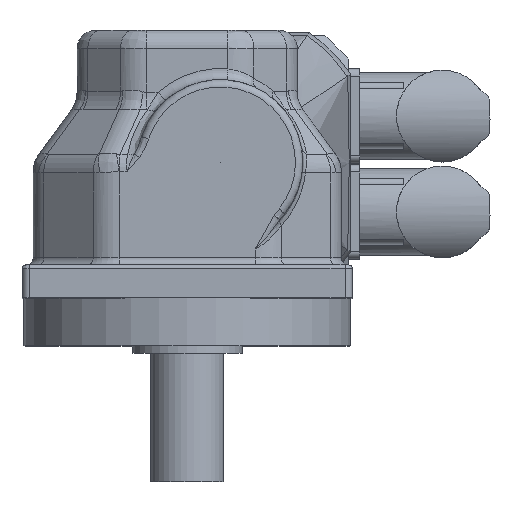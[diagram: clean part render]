
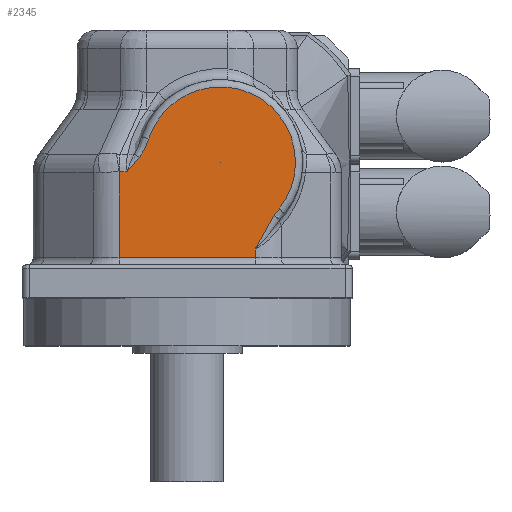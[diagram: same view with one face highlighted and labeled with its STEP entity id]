
A CAD part, top view. The second image highlights one B-rep face of the part: STEP entity #2345.
In plain terms, the highlighted face is planar.
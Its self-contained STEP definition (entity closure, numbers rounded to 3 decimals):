
#562=FACE_BOUND('',#4242,.T.);
#1516=CIRCLE('',#14399,20.5);
#1517=CIRCLE('',#14400,0.046);
#2345=ADVANCED_FACE('',(#3331,#562),#2781,.F.);
#2781=PLANE('',#14401);
#3331=FACE_OUTER_BOUND('',#4241,.T.);
#4241=EDGE_LOOP('',(#8009,#8010,#8011,#8012,#8013,#8014,#8015,#8016,#8017,
#8018));
#4242=EDGE_LOOP('',(#8019));
#4883=LINE('',#31532,#5380);
#4884=LINE('',#31539,#5381);
#4885=LINE('',#31541,#5382);
#4886=LINE('',#31543,#5383);
#5380=VECTOR('',#16875,1.);
#5381=VECTOR('',#16876,1.);
#5382=VECTOR('',#16877,1.);
#5383=VECTOR('',#16878,1.);
#8009=ORIENTED_EDGE('',*,*,#12105,.T.);
#8010=ORIENTED_EDGE('',*,*,#12106,.T.);
#8011=ORIENTED_EDGE('',*,*,#12107,.T.);
#8012=ORIENTED_EDGE('',*,*,#12108,.T.);
#8013=ORIENTED_EDGE('',*,*,#12109,.T.);
#8014=ORIENTED_EDGE('',*,*,#12110,.T.);
#8015=ORIENTED_EDGE('',*,*,#12111,.T.);
#8016=ORIENTED_EDGE('',*,*,#12112,.T.);
#8017=ORIENTED_EDGE('',*,*,#12113,.T.);
#8018=ORIENTED_EDGE('',*,*,#12114,.T.);
#8019=ORIENTED_EDGE('',*,*,#12115,.T.);
#10381=VERTEX_POINT('',#31502);
#10382=VERTEX_POINT('',#31503);
#10383=VERTEX_POINT('',#31531);
#10384=VERTEX_POINT('',#31533);
#10385=VERTEX_POINT('',#31538);
#10386=VERTEX_POINT('',#31540);
#10387=VERTEX_POINT('',#31542);
#10388=VERTEX_POINT('',#31544);
#10389=VERTEX_POINT('',#31584);
#10390=VERTEX_POINT('',#31589);
#10391=VERTEX_POINT('',#31592);
#12105=EDGE_CURVE('',#10381,#10382,#13362,.T.);
#12106=EDGE_CURVE('',#10382,#10383,#13363,.T.);
#12107=EDGE_CURVE('',#10383,#10384,#4883,.T.);
#12108=EDGE_CURVE('',#10384,#10385,#13364,.T.);
#12109=EDGE_CURVE('',#10385,#10386,#4884,.T.);
#12110=EDGE_CURVE('',#10386,#10387,#4885,.T.);
#12111=EDGE_CURVE('',#10387,#10388,#4886,.T.);
#12112=EDGE_CURVE('',#10388,#10389,#13365,.T.);
#12113=EDGE_CURVE('',#10389,#10390,#13366,.T.);
#12114=EDGE_CURVE('',#10390,#10381,#1516,.T.);
#12115=EDGE_CURVE('',#10391,#10391,#1517,.T.);
#13362=B_SPLINE_CURVE_WITH_KNOTS('',3,(#31492,#31493,#31494,#31495,#31496,
#31497,#31498,#31499,#31500,#31501),.UNSPECIFIED.,.F.,.F.,(4,1,1,2,2,4),
(0.,0.25,0.375,0.437,0.5,
1.),.UNSPECIFIED.);
#13363=B_SPLINE_CURVE_WITH_KNOTS('',3,(#31504,#31505,#31506,#31507,#31508,
#31509,#31510,#31511,#31512,#31513,#31514,#31515,#31516,#31517,#31518,#31519,
#31520,#31521,#31522,#31523,#31524,#31525,#31526,#31527,#31528,#31529,#31530),
.UNSPECIFIED.,.F.,.F.,(4,1,1,1,2,2,2,2,1,1,2,2,1,1,2,2,4),(0.,0.125,
0.188,0.219,0.234,0.25,
0.313,0.375,0.438,0.469,
0.484,0.5,0.625,0.688,0.719,
0.75,1.),.UNSPECIFIED.);
#13364=B_SPLINE_CURVE_WITH_KNOTS('',3,(#31534,#31535,#31536,#31537),.UNSPECIFIED.,
.F.,.F.,(4,4),(0.,1.),.UNSPECIFIED.);
#13365=B_SPLINE_CURVE_WITH_KNOTS('',3,(#31545,#31546,#31547,#31548,#31549,
#31550,#31551,#31552,#31553,#31554,#31555,#31556,#31557,#31558,#31559,#31560,
#31561,#31562,#31563,#31564,#31565,#31566,#31567,#31568,#31569,#31570,#31571,
#31572,#31573,#31574,#31575,#31576,#31577,#31578,#31579,#31580,#31581,#31582,
#31583),.UNSPECIFIED.,.F.,.F.,(4,1,1,1,2,2,1,1,1,2,2,2,2,1,1,1,2,2,1,2,2,
1,2,2,4),(0.,0.125,0.188,0.219,0.234,
0.25,0.313,0.344,0.359,
0.367,0.375,0.438,0.5,
0.563,0.594,0.609,0.617,
0.625,0.688,0.719,0.75,
0.813,0.844,0.875,1.),.UNSPECIFIED.);
#13366=B_SPLINE_CURVE_WITH_KNOTS('',3,(#31585,#31586,#31587,#31588),.UNSPECIFIED.,
.F.,.F.,(4,4),(0.,1.),.UNSPECIFIED.);
#14399=AXIS2_PLACEMENT_3D('',#31590,#16879,#16880);
#14400=AXIS2_PLACEMENT_3D('',#31591,#16881,#16882);
#14401=AXIS2_PLACEMENT_3D('',#31593,#16883,#16884);
#16875=DIRECTION('',(0.,1.,0.));
#16876=DIRECTION('',(1.,0.,0.));
#16877=DIRECTION('',(0.,-1.,0.));
#16878=DIRECTION('',(-1.,0.,0.));
#16879=DIRECTION('',(0.,0.,-1.));
#16880=DIRECTION('',(0.,-1.,0.));
#16881=DIRECTION('',(0.,0.,1.));
#16882=DIRECTION('',(1.,0.,0.));
#16883=DIRECTION('',(0.,0.,1.));
#16884=DIRECTION('',(0.,-1.,0.));
#31492=CARTESIAN_POINT('',(-6.311,10.504,-42.));
#31493=CARTESIAN_POINT('',(-5.838,10.657,-42.));
#31494=CARTESIAN_POINT('',(-5.155,10.903,-42.));
#31495=CARTESIAN_POINT('',(-4.404,11.219,-42.));
#31496=CARTESIAN_POINT('',(-4.092,11.36,-42.));
#31497=CARTESIAN_POINT('',(-3.887,11.456,-42.));
#31498=CARTESIAN_POINT('',(-3.803,11.496,-42.));
#31499=CARTESIAN_POINT('',(-2.736,12.017,-42.));
#31500=CARTESIAN_POINT('',(-1.934,12.518,-42.));
#31501=CARTESIAN_POINT('',(-1.279,13.057,-42.));
#31502=CARTESIAN_POINT('',(-6.311,10.504,-42.));
#31503=CARTESIAN_POINT('',(-1.279,13.057,-42.));
#31504=CARTESIAN_POINT('',(-1.279,13.057,-42.));
#31505=CARTESIAN_POINT('',(-1.141,13.171,-42.));
#31506=CARTESIAN_POINT('',(-0.916,13.36,-42.));
#31507=CARTESIAN_POINT('',(-0.625,13.614,-42.));
#31508=CARTESIAN_POINT('',(-0.471,13.749,-42.));
#31509=CARTESIAN_POINT('',(-0.404,13.809,-42.));
#31510=CARTESIAN_POINT('',(-0.359,13.849,-42.));
#31511=CARTESIAN_POINT('',(-0.327,13.877,-42.));
#31512=CARTESIAN_POINT('',(-0.256,13.941,-42.));
#31513=CARTESIAN_POINT('',(-0.187,14.002,-42.));
#31514=CARTESIAN_POINT('',(-0.029,14.144,-42.));
#31515=CARTESIAN_POINT('',(0.049,14.214,-42.));
#31516=CARTESIAN_POINT('',(0.274,14.417,-42.));
#31517=CARTESIAN_POINT('',(0.417,14.546,-42.));
#31518=CARTESIAN_POINT('',(0.541,14.657,-42.));
#31519=CARTESIAN_POINT('',(0.585,14.696,-42.));
#31520=CARTESIAN_POINT('',(0.612,14.72,-42.));
#31521=CARTESIAN_POINT('',(0.613,14.721,-42.));
#31522=CARTESIAN_POINT('',(0.82,14.907,-42.));
#31523=CARTESIAN_POINT('',(1.078,15.135,-42.));
#31524=CARTESIAN_POINT('',(1.349,15.368,-42.));
#31525=CARTESIAN_POINT('',(1.458,15.46,-42.));
#31526=CARTESIAN_POINT('',(1.529,15.52,-42.));
#31527=CARTESIAN_POINT('',(1.555,15.542,-42.));
#31528=CARTESIAN_POINT('',(1.943,15.866,-42.));
#31529=CARTESIAN_POINT('',(2.277,16.129,-42.));
#31530=CARTESIAN_POINT('',(2.601,16.367,-42.));
#31531=CARTESIAN_POINT('',(2.601,16.367,-42.));
#31532=CARTESIAN_POINT('',(2.601,18.558,-42.));
#31533=CARTESIAN_POINT('',(2.601,18.361,-42.));
#31534=CARTESIAN_POINT('',(2.601,18.361,-42.));
#31535=CARTESIAN_POINT('',(2.601,18.425,-42.));
#31536=CARTESIAN_POINT('',(2.606,18.491,-42.));
#31537=CARTESIAN_POINT('',(2.615,18.558,-42.));
#31538=CARTESIAN_POINT('',(2.615,18.558,-42.));
#31539=CARTESIAN_POINT('',(40.,18.558,-42.));
#31540=CARTESIAN_POINT('',(26.,18.558,-42.));
#31541=CARTESIAN_POINT('',(26.,-18.558,-42.));
#31542=CARTESIAN_POINT('',(26.,-18.558,-42.));
#31543=CARTESIAN_POINT('',(40.,-18.558,-42.));
#31544=CARTESIAN_POINT('',(23.641,-18.558,-42.));
#31545=CARTESIAN_POINT('',(23.641,-18.558,-42.));
#31546=CARTESIAN_POINT('',(23.319,-18.766,-42.));
#31547=CARTESIAN_POINT('',(22.8,-19.088,-42.));
#31548=CARTESIAN_POINT('',(22.129,-19.481,-42.));
#31549=CARTESIAN_POINT('',(21.778,-19.682,-42.));
#31550=CARTESIAN_POINT('',(21.624,-19.769,-42.));
#31551=CARTESIAN_POINT('',(21.52,-19.827,-42.));
#31552=CARTESIAN_POINT('',(21.457,-19.862,-42.));
#31553=CARTESIAN_POINT('',(21.249,-19.979,-42.));
#31554=CARTESIAN_POINT('',(20.982,-20.126,-42.));
#31555=CARTESIAN_POINT('',(20.64,-20.312,-42.));
#31556=CARTESIAN_POINT('',(20.462,-20.409,-42.));
#31557=CARTESIAN_POINT('',(20.384,-20.451,-42.));
#31558=CARTESIAN_POINT('',(20.331,-20.479,-42.));
#31559=CARTESIAN_POINT('',(20.293,-20.5,-42.));
#31560=CARTESIAN_POINT('',(20.163,-20.57,-42.));
#31561=CARTESIAN_POINT('',(20.01,-20.652,-42.));
#31562=CARTESIAN_POINT('',(19.628,-20.855,-42.));
#31563=CARTESIAN_POINT('',(19.389,-20.983,-42.));
#31564=CARTESIAN_POINT('',(18.88,-21.254,-42.));
#31565=CARTESIAN_POINT('',(18.546,-21.432,-42.));
#31566=CARTESIAN_POINT('',(18.241,-21.595,-42.));
#31567=CARTESIAN_POINT('',(18.109,-21.666,-42.));
#31568=CARTESIAN_POINT('',(18.057,-21.694,-42.));
#31569=CARTESIAN_POINT('',(18.024,-21.712,-42.));
#31570=CARTESIAN_POINT('',(18.018,-21.715,-42.));
#31571=CARTESIAN_POINT('',(17.78,-21.843,-42.));
#31572=CARTESIAN_POINT('',(17.48,-22.006,-42.));
#31573=CARTESIAN_POINT('',(17.204,-22.158,-42.));
#31574=CARTESIAN_POINT('',(17.025,-22.257,-42.));
#31575=CARTESIAN_POINT('',(16.957,-22.295,-42.));
#31576=CARTESIAN_POINT('',(16.651,-22.466,-42.));
#31577=CARTESIAN_POINT('',(16.358,-22.632,-42.));
#31578=CARTESIAN_POINT('',(16.083,-22.791,-42.));
#31579=CARTESIAN_POINT('',(15.905,-22.896,-42.));
#31580=CARTESIAN_POINT('',(15.83,-22.94,-42.));
#31581=CARTESIAN_POINT('',(15.341,-23.231,-42.));
#31582=CARTESIAN_POINT('',(14.974,-23.459,-42.));
#31583=CARTESIAN_POINT('',(14.631,-23.682,-42.));
#31584=CARTESIAN_POINT('',(14.631,-23.682,-42.));
#31585=CARTESIAN_POINT('',(14.631,-23.682,-42.));
#31586=CARTESIAN_POINT('',(14.042,-24.066,-42.));
#31587=CARTESIAN_POINT('',(13.423,-24.517,-42.));
#31588=CARTESIAN_POINT('',(12.775,-25.033,-42.));
#31589=CARTESIAN_POINT('',(12.775,-25.033,-42.));
#31590=CARTESIAN_POINT('',(0.,-9.,-42.));
#31591=CARTESIAN_POINT('',(0.,-9.,-42.));
#31592=CARTESIAN_POINT('',(0.046,-9.,-42.));
#31593=CARTESIAN_POINT('',(40.,22.7,-42.));
